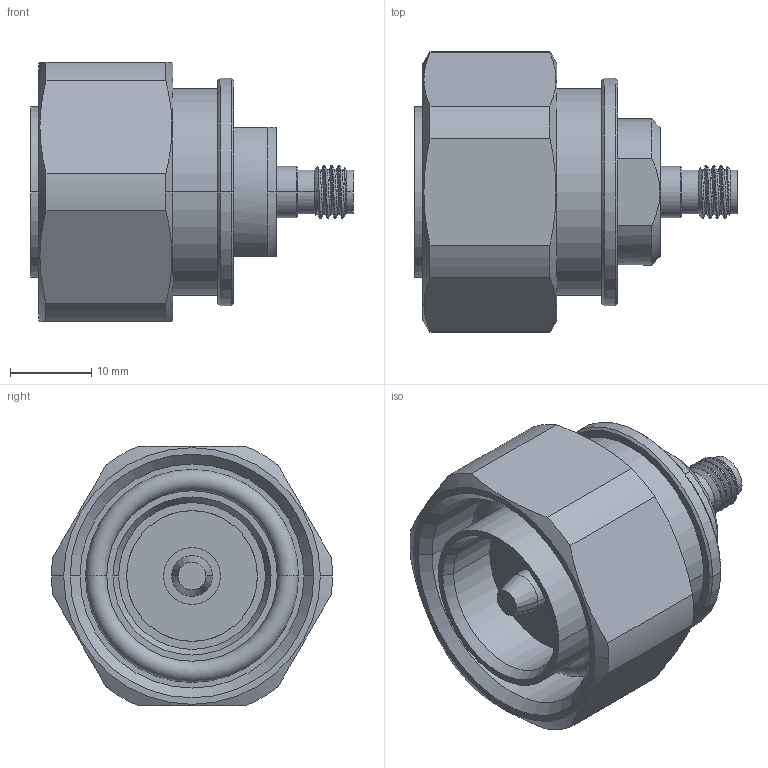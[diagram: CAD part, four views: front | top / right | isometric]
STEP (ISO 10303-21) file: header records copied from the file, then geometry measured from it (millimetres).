
FILE_DESCRIPTION (( 'STEP AP203' ), '1' );
FILE_NAME ('LCAD91175_3D.STEP', '2022-08-22T20:31:13', ( '' ), ( '' ), 'SwSTEP 2.0', 'SolidWorks 2021', '' );
FILE_SCHEMA (( 'CONFIG_CONTROL_DESIGN' ));
Length unit declared in the file: inch
Products named in the file (1): LCAD91175_3D
Bounding box: 39.7 x 34.6 x 32 mm (x, y, z)
Volume: 16139.3 mm3; surface area: 7714.8 mm2
Topology: 2 solids, 2 shells, 126 faces, 289 edges, 182 vertices
Faces by surface type: cylinder 54, plane 36, cone 29, torus 4, bspline 3
Entity records: 5486 total; most frequent: CARTESIAN_POINT 2544, DIRECTION 628, ORIENTED_EDGE 578, EDGE_CURVE 289, AXIS2_PLACEMENT_3D 261, VERTEX_POINT 182, EDGE_LOOP 143, CIRCLE 137
